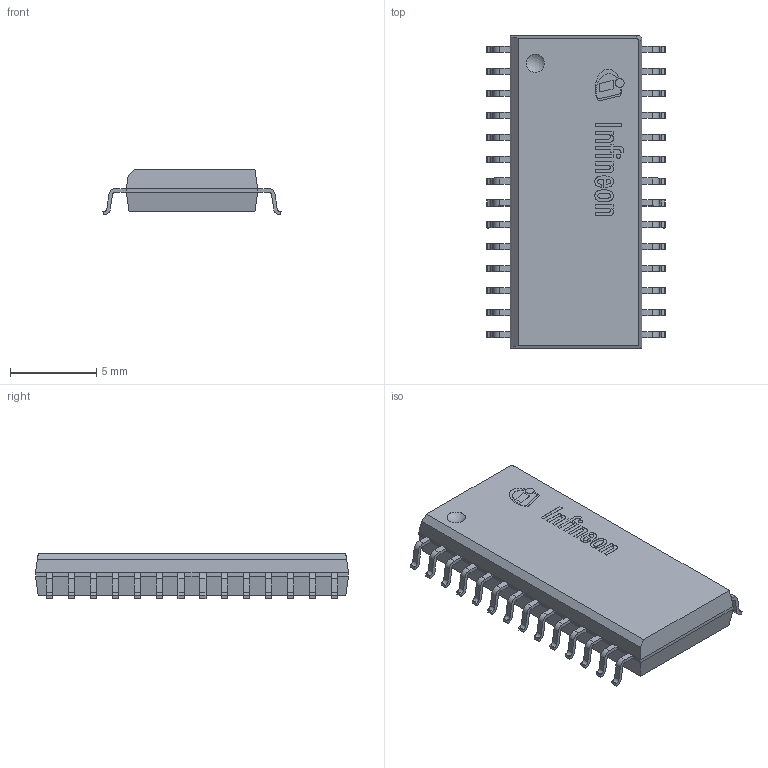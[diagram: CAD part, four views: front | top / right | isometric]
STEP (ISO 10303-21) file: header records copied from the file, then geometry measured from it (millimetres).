
FILE_DESCRIPTION((''),'2;1');
FILE_NAME('DSO-28-1.stp','2014-04-24T12:34:32',('Lim SL'),('IFX'),'Mechanical Desktop 2011','Mechanical Desktop 2011',', , ');
FILE_SCHEMA(('AUTOMOTIVE_DESIGN { 1 2 10303 214 1 1 1 1 }'));
Length unit declared in the file: millimetre
Products named in the file (1): Product
Bounding box: 10.3 x 18.1 x 2.66 mm (x, y, z)
Volume: 330.3 mm3; surface area: 1019.9 mm2
Topology: 44 solids, 44 shells, 632 faces, 1623 edges, 1082 vertices
Faces by surface type: plane 383, cylinder 241, bspline 5, sphere 3
Entity records: 19277 total; most frequent: DIRECTION 3361, CARTESIAN_POINT 3353, ORIENTED_EDGE 3246, EDGE_CURVE 1623, VECTOR 1141, LINE 1141, AXIS2_PLACEMENT_3D 1110, VERTEX_POINT 1082
